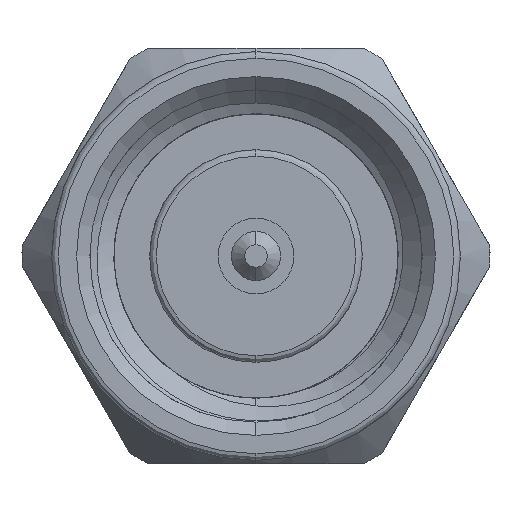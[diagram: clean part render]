
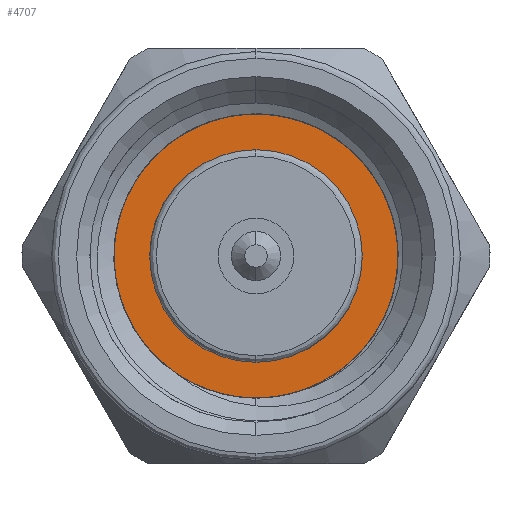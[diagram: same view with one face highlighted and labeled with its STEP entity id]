
A CAD part, left-side view. The second image highlights one B-rep face of the part: STEP entity #4707.
In plain terms, the highlighted planar face has unit normal (-1, 0, 0).
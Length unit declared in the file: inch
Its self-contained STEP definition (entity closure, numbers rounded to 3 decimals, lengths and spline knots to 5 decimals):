
#24 = DIRECTION ( 'NONE',  ( -1., 0., 0. ) ) ;
#57 = CARTESIAN_POINT ( 'NONE',  ( 0.15, 0.10697, -0.02916 ) ) ;
#142 = ORIENTED_EDGE ( 'NONE', *, *, #4436, .T. ) ;
#189 = PLANE ( 'NONE',  #1546 ) ;
#204 = CARTESIAN_POINT ( 'NONE',  ( 0.15, 0.10361, 0.03011 ) ) ;
#261 = DIRECTION ( 'NONE',  ( 0., 0., 1. ) ) ;
#345 = CARTESIAN_POINT ( 'NONE',  ( 0.15, 0.10575, 0.01604 ) ) ;
#348 = VERTEX_POINT ( 'NONE', #535 ) ;
#368 = CARTESIAN_POINT ( 'NONE',  ( 0.15, -0.05291, -0.1122 ) ) ;
#377 = CARTESIAN_POINT ( 'NONE',  ( 0.15, 0.05345, 0.0938 ) ) ;
#400 = CARTESIAN_POINT ( 'NONE',  ( 0.15, 0.05142, -0.10495 ) ) ;
#420 = B_SPLINE_CURVE_WITH_KNOTS ( 'NONE', 3,
 ( #1318, #1669, #3160, #4673, #204, #3185 ),
 .UNSPECIFIED., .F., .F.,
 ( 4, 2, 4 ),
 ( 0., 0.00108, 0.00217 ),
 .UNSPECIFIED. ) ;
#454 = CARTESIAN_POINT ( 'NONE',  ( 0.15, 0.05808, 0.0905 ) ) ;
#480 = CARTESIAN_POINT ( 'NONE',  ( 0.15, -0.01118, 0.11249 ) ) ;
#535 = CARTESIAN_POINT ( 'NONE',  ( 0.15, -0.12359, -0.01875 ) ) ;
#578 = FACE_BOUND ( 'NONE', #2553, .T. ) ;
#670 = ORIENTED_EDGE ( 'NONE', *, *, #2493, .T. ) ;
#739 = CARTESIAN_POINT ( 'NONE',  ( 0.15, -0.01409, -0.12033 ) ) ;
#779 = CIRCLE ( 'NONE', #3529, 0.125 ) ;
#792 = CARTESIAN_POINT ( 'NONE',  ( 0.15, -0.03911, 0.10764 ) ) ;
#796 = DIRECTION ( 'NONE',  ( 0., 0., 1. ) ) ;
#817 = CARTESIAN_POINT ( 'NONE',  ( 0.15, -0.02249, 0.11154 ) ) ;
#844 = CARTESIAN_POINT ( 'NONE',  ( 0.15, -0.10592, 0.05744 ) ) ;
#1099 = CARTESIAN_POINT ( 'NONE',  ( 0.15, 0.09065, -0.07158 ) ) ;
#1104 = CARTESIAN_POINT ( 'NONE',  ( 0.15, -0.07478, 0.09032 ) ) ;
#1128 = CARTESIAN_POINT ( 'NONE',  ( 0.15, -0.1157, 0.03704 ) ) ;
#1179 = CARTESIAN_POINT ( 'NONE',  ( 0.15, -0.08368, 0.08322 ) ) ;
#1194 = B_SPLINE_CURVE_WITH_KNOTS ( 'NONE', 3,
 ( #345, #2284, #4837, #57, #1542, #1099, #1466, #400, #4553, #2969, #2946, #4454, #1837, #739, #1862, #2226, #3737, #368, #3361, #2992 ),
 .UNSPECIFIED., .F., .F.,
 ( 4, 2, 2, 2, 2, 2, 2, 2, 2, 4 ),
 ( 0., 0.00086, 0.00172, 0.00344, 0.00388, 0.00431, 0.00517, 0.0056, 0.00603, 0.00689 ),
 .UNSPECIFIED. ) ;
#1318 = CARTESIAN_POINT ( 'NONE',  ( 0.15, 0.06247, 0.08682 ) ) ;
#1466 = CARTESIAN_POINT ( 'NONE',  ( 0.15, 0.07521, -0.0896 ) ) ;
#1542 = CARTESIAN_POINT ( 'NONE',  ( 0.15, 0.10416, -0.04019 ) ) ;
#1546 = AXIS2_PLACEMENT_3D ( 'NONE', #4347, #4397, #261 ) ;
#1602 = EDGE_CURVE ( 'NONE', #1748, #3298, #3714, .T. ) ;
#1669 = CARTESIAN_POINT ( 'NONE',  ( 0.15, 0.07402, 0.07851 ) ) ;
#1748 = VERTEX_POINT ( 'NONE', #3520 ) ;
#1837 = CARTESIAN_POINT ( 'NONE',  ( 0.15, 0.00289, -0.1205 ) ) ;
#1862 = CARTESIAN_POINT ( 'NONE',  ( 0.15, -0.01973, -0.11989 ) ) ;
#1951 = CARTESIAN_POINT ( 'NONE',  ( 0.15, 0.06247, 0.08682 ) ) ;
#1976 = CARTESIAN_POINT ( 'NONE',  ( 0.15, 0., 0. ) ) ;
#2032 = CARTESIAN_POINT ( 'NONE',  ( 0.15, 0.10575, 0.01604 ) ) ;
#2110 = AXIS2_PLACEMENT_3D ( 'NONE', #1976, #3025, #796 ) ;
#2226 = CARTESIAN_POINT ( 'NONE',  ( 0.15, -0.031, -0.11822 ) ) ;
#2234 = CARTESIAN_POINT ( 'NONE',  ( 0.15, -0.11352, 0.04226 ) ) ;
#2284 = CARTESIAN_POINT ( 'NONE',  ( 0.15, 0.1083, 0.00487 ) ) ;
#2291 = CARTESIAN_POINT ( 'NONE',  ( 0.15, -0.12458, -0.00733 ) ) ;
#2316 = CARTESIAN_POINT ( 'NONE',  ( 0.15, 0.01167, 0.11102 ) ) ;
#2493 = EDGE_CURVE ( 'NONE', #3719, #4656, #1194, .T. ) ;
#2539 = CARTESIAN_POINT ( 'NONE',  ( 0.15, 0.06247, 0.08682 ) ) ;
#2553 = EDGE_LOOP ( 'NONE', ( #3268, #3088 ) ) ;
#2587 = CARTESIAN_POINT ( 'NONE',  ( 0.15, 0., 0.08 ) ) ;
#2617 = CARTESIAN_POINT ( 'NONE',  ( 0.15, 0.0437, 0.09963 ) ) ;
#2657 = DIRECTION ( 'NONE',  ( 0., 0., 1. ) ) ;
#2697 = CARTESIAN_POINT ( 'NONE',  ( 0.15, -0.06022, 0.09925 ) ) ;
#2720 = CARTESIAN_POINT ( 'NONE',  ( 0.15, -0.124, 0.00397 ) ) ;
#2946 = CARTESIAN_POINT ( 'NONE',  ( 0.15, 0.03068, -0.11435 ) ) ;
#2969 = CARTESIAN_POINT ( 'NONE',  ( 0.15, 0.03599, -0.1124 ) ) ;
#2992 = CARTESIAN_POINT ( 'NONE',  ( 0.15, -0.07301, -0.10146 ) ) ;
#3012 = EDGE_CURVE ( 'NONE', #348, #3253, #4475, .T. ) ;
#3025 = DIRECTION ( 'NONE',  ( -1., 0., 0. ) ) ;
#3048 = CARTESIAN_POINT ( 'NONE',  ( 0.15, -0.0446, 0.10591 ) ) ;
#3088 = ORIENTED_EDGE ( 'NONE', *, *, #4257, .F. ) ;
#3160 = CARTESIAN_POINT ( 'NONE',  ( 0.15, 0.08386, 0.06788 ) ) ;
#3185 = CARTESIAN_POINT ( 'NONE',  ( 0.15, 0.10575, 0.01604 ) ) ;
#3253 = VERTEX_POINT ( 'NONE', #2539 ) ;
#3268 = ORIENTED_EDGE ( 'NONE', *, *, #1602, .F. ) ;
#3298 = VERTEX_POINT ( 'NONE', #2587 ) ;
#3361 = CARTESIAN_POINT ( 'NONE',  ( 0.15, -0.06331, -0.10755 ) ) ;
#3368 = CARTESIAN_POINT ( 'NONE',  ( 0.15, -0.08782, 0.07938 ) ) ;
#3370 = ORIENTED_EDGE ( 'NONE', *, *, #4052, .T. ) ;
#3380 = CARTESIAN_POINT ( 'NONE',  ( 0.15, 0., 0. ) ) ;
#3427 = CARTESIAN_POINT ( 'NONE',  ( 0.15, -0.05514, 0.10172 ) ) ;
#3520 = CARTESIAN_POINT ( 'NONE',  ( 0.15, 0., -0.08 ) ) ;
#3529 = AXIS2_PLACEMENT_3D ( 'NONE', #3380, #24, #2657 ) ;
#3714 = CIRCLE ( 'NONE', #4356, 0.08 ) ;
#3719 = VERTEX_POINT ( 'NONE', #2032 ) ;
#3737 = CARTESIAN_POINT ( 'NONE',  ( 0.15, -0.03661, -0.11698 ) ) ;
#3744 = CARTESIAN_POINT ( 'NONE',  ( 0.15, 0.02267, 0.10853 ) ) ;
#3770 = CARTESIAN_POINT ( 'NONE',  ( 0.15, 0., 0. ) ) ;
#3774 = CARTESIAN_POINT ( 'NONE',  ( 0.15, -0.11934, 0.02629 ) ) ;
#3822 = CARTESIAN_POINT ( 'NONE',  ( 0.15, 0.03855, 0.10218 ) ) ;
#3827 = CARTESIAN_POINT ( 'NONE',  ( 0.15, -0.07301, -0.10146 ) ) ;
#3850 = CARTESIAN_POINT ( 'NONE',  ( 0.15, -0.09936, 0.06701 ) ) ;
#4052 = EDGE_CURVE ( 'NONE', #4656, #348, #779, .T. ) ;
#4132 = DIRECTION ( 'NONE',  ( -1., 0., 0. ) ) ;
#4137 = CARTESIAN_POINT ( 'NONE',  ( 0.15, -0.12359, -0.01875 ) ) ;
#4190 = CARTESIAN_POINT ( 'NONE',  ( 0.15, -0.07003, 0.09357 ) ) ;
#4238 = CIRCLE ( 'NONE', #2110, 0.08 ) ;
#4257 = EDGE_CURVE ( 'NONE', #3298, #1748, #4238, .T. ) ;
#4270 = ORIENTED_EDGE ( 'NONE', *, *, #3012, .T. ) ;
#4347 = CARTESIAN_POINT ( 'NONE',  ( 0.15, 0., 0. ) ) ;
#4356 = AXIS2_PLACEMENT_3D ( 'NONE', #3770, #4132, #4556 ) ;
#4397 = DIRECTION ( 'NONE',  ( -1., 0., 0. ) ) ;
#4436 = EDGE_CURVE ( 'NONE', #3253, #3719, #420, .T. ) ;
#4454 = CARTESIAN_POINT ( 'NONE',  ( 0.15, 0.01438, -0.11901 ) ) ;
#4475 = B_SPLINE_CURVE_WITH_KNOTS ( 'NONE', 3,
 ( #4137, #2291, #2720, #4531, #3774, #1128, #2234, #844, #3850, #3368, #1179, #1104, #4190, #2697, #3427, #3048, #792, #817, #480, #2316, #3744, #3822, #2617, #377, #454, #1951 ),
 .UNSPECIFIED., .F., .F.,
 ( 4, 2, 2, 2, 2, 2, 2, 2, 2, 2, 2, 2, 4 ),
 ( 0., 0.00086, 0.00129, 0.00172, 0.00258, 0.00301, 0.00345, 0.00388, 0.00431, 0.00517, 0.00603, 0.00646, 0.00689 ),
 .UNSPECIFIED. ) ;
#4531 = CARTESIAN_POINT ( 'NONE',  ( 0.15, -0.12081, 0.02072 ) ) ;
#4553 = CARTESIAN_POINT ( 'NONE',  ( 0.15, 0.04637, -0.1077 ) ) ;
#4556 = DIRECTION ( 'NONE',  ( 0., 0., 1. ) ) ;
#4656 = VERTEX_POINT ( 'NONE', #3827 ) ;
#4673 = CARTESIAN_POINT ( 'NONE',  ( 0.15, 0.09867, 0.04366 ) ) ;
#4707 = ADVANCED_FACE ( 'NONE', ( #4757, #578 ), #189, .T. ) ;
#4757 = FACE_OUTER_BOUND ( 'NONE', #4808, .T. ) ;
#4808 = EDGE_LOOP ( 'NONE', ( #3370, #4270, #142, #670 ) ) ;
#4837 = CARTESIAN_POINT ( 'NONE',  ( 0.15, 0.10905, -0.00641 ) ) ;
